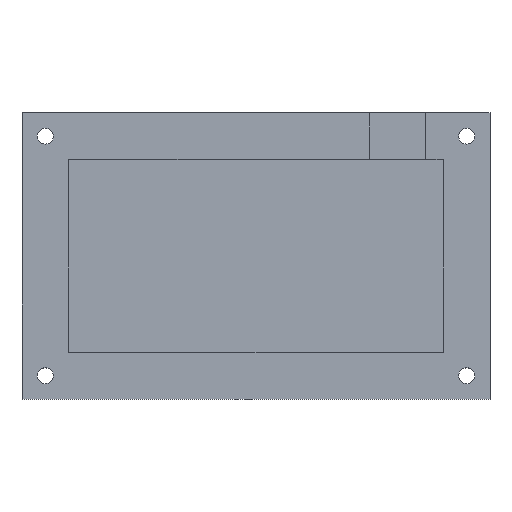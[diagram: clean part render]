
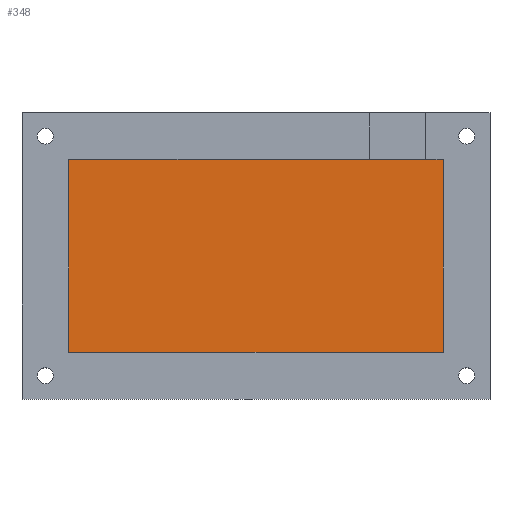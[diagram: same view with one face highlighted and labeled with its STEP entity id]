
A CAD part, top view. The second image highlights one B-rep face of the part: STEP entity #348.
In plain terms, the highlighted planar face has unit normal (0, 0, 1).
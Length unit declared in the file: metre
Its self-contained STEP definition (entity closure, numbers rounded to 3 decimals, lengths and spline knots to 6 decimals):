
#96=ORIENTED_EDGE('',*,*,#137,.F.);
#97=ORIENTED_EDGE('',*,*,#134,.T.);
#98=ORIENTED_EDGE('',*,*,#116,.T.);
#99=ORIENTED_EDGE('',*,*,#140,.F.);
#116=EDGE_CURVE('',#161,#160,#192,.T.);
#134=EDGE_CURVE('',#176,#161,#210,.T.);
#137=EDGE_CURVE('',#176,#178,#213,.T.);
#140=EDGE_CURVE('',#178,#160,#216,.T.);
#160=VERTEX_POINT('',#491);
#161=VERTEX_POINT('',#493);
#176=VERTEX_POINT('',#530);
#178=VERTEX_POINT('',#536);
#192=LINE('',#492,#228);
#210=LINE('',#529,#246);
#213=LINE('',#535,#249);
#216=LINE('',#541,#252);
#228=VECTOR('',#399,1.);
#246=VECTOR('',#425,1.);
#249=VECTOR('',#430,1.);
#252=VECTOR('',#435,1.);
#286=EDGE_LOOP('',(#96,#97,#98,#99));
#316=FACE_BOUND('',#286,.T.);
#330=PLANE('',#387);
#348=ADVANCED_FACE('',(#316),#330,.T.);
#387=AXIS2_PLACEMENT_3D('',#570,#471,#472);
#399=DIRECTION('',(-1.,0.,0.));
#425=DIRECTION('',(0.,1.,0.));
#430=DIRECTION('',(-1.,0.,0.));
#435=DIRECTION('',(0.,1.,0.));
#471=DIRECTION('',(0.,0.,1.));
#472=DIRECTION('',(1.,0.,0.));
#491=CARTESIAN_POINT('',(-0.0401,0.02065,0.003));
#492=CARTESIAN_POINT('',(0.,0.02065,0.003));
#493=CARTESIAN_POINT('',(0.0401,0.02065,0.003));
#529=CARTESIAN_POINT('',(0.0401,0.,0.003));
#530=CARTESIAN_POINT('',(0.0401,-0.02065,0.003));
#535=CARTESIAN_POINT('',(0.,-0.02065,0.003));
#536=CARTESIAN_POINT('',(-0.0401,-0.02065,0.003));
#541=CARTESIAN_POINT('',(-0.0401,0.,0.003));
#570=CARTESIAN_POINT('',(0.,0.,0.003));
